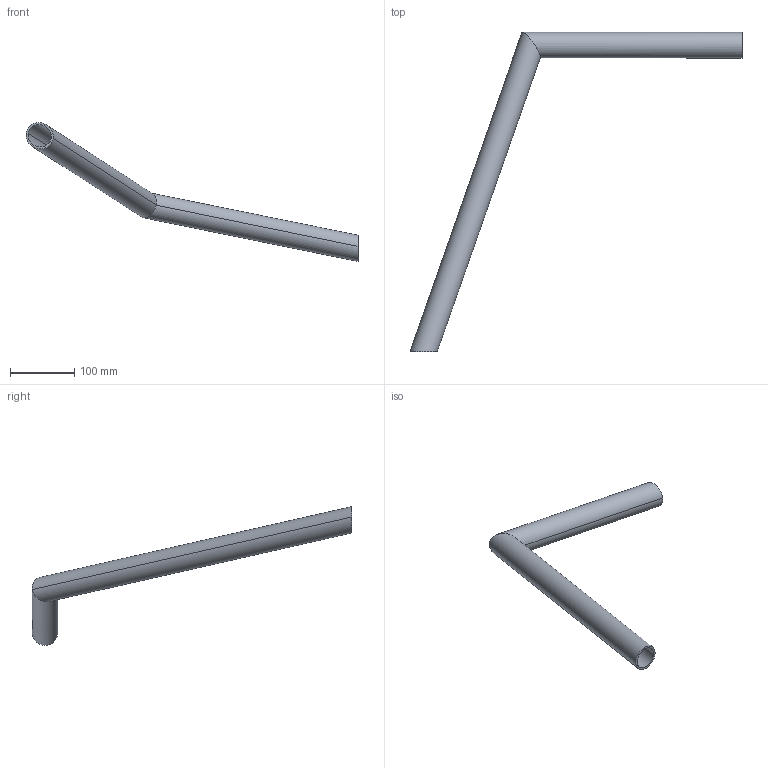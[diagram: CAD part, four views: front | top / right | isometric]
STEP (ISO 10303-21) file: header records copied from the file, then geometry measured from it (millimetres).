
FILE_DESCRIPTION(('FreeCAD Model'),'2;1');
FILE_NAME( 'asm001_asm.stp','2016-05-12T17:21:23',('FreeCAD'),('FreeCAD'), 'Open CASCADE STEP processor 6.7','FreeCAD','Unknown');
FILE_SCHEMA(('AUTOMOTIVE_DESIGN_CC2 { 1 2 10303 214 -1 1 5 4 }'));
Length unit declared in the file: millimetre
Products named in the file (1): DUOMO_ANT_41_ASM
Bounding box: 517.43 x 498 x 216.18 mm (x, y, z)
Volume: 297820.8 mm3; surface area: 199136 mm2
Topology: 1 solids, 1 shells, 10 faces, 24 edges, 16 vertices
Faces by surface type: cylinder 8, plane 2
Entity records: 1461 total; most frequent: CARTESIAN_POINT 1063, B_SPLINE_CURVE_WITH_KNOTS 64, ORIENTED_EDGE 48, PCURVE 48, DEFINITIONAL_REPRESENTATION 48, DIRECTION 30, EDGE_CURVE 24, SURFACE_CURVE 24
